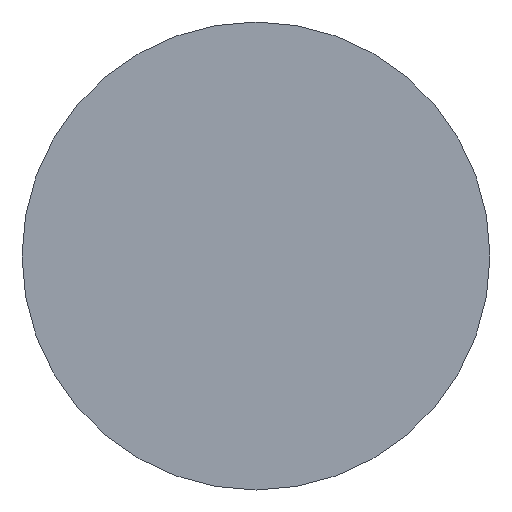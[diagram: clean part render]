
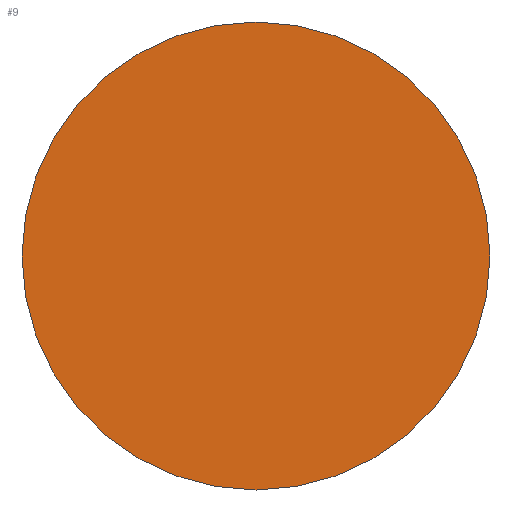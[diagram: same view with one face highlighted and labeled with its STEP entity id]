
A CAD part, left-side view. The second image highlights one B-rep face of the part: STEP entity #9.
In plain terms, the highlighted planar face has unit normal (-1, 0, 0).
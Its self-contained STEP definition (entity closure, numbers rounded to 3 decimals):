
#7 = AXIS2_PLACEMENT_3D ( 'NONE', #86, #98, #154 ) ;
#9 = ADVANCED_FACE ( 'NONE', ( #80 ), #128, .F. ) ;
#10 = DIRECTION ( 'NONE',  ( 1., 0., 0. ) ) ;
#13 = CARTESIAN_POINT ( 'NONE',  ( 230.2, 138.756, 0. ) ) ;
#24 = ORIENTED_EDGE ( 'NONE', *, *, #115, .T. ) ;
#30 = CIRCLE ( 'NONE', #35, 37.5 ) ;
#35 = AXIS2_PLACEMENT_3D ( 'NONE', #175, #111, #69 ) ;
#40 = CARTESIAN_POINT ( 'NONE',  ( 230.2, 138.756, -37.5 ) ) ;
#58 = CIRCLE ( 'NONE', #7, 37.5 ) ;
#60 = DIRECTION ( 'NONE',  ( 0., 0., -1. ) ) ;
#64 = AXIS2_PLACEMENT_3D ( 'NONE', #13, #10, #60 ) ;
#69 = DIRECTION ( 'NONE',  ( 0., 0., 1. ) ) ;
#73 = EDGE_LOOP ( 'NONE', ( #178, #24 ) ) ;
#80 = FACE_OUTER_BOUND ( 'NONE', #73, .T. ) ;
#86 = CARTESIAN_POINT ( 'NONE',  ( 230.2, 138.756, 0. ) ) ;
#98 = DIRECTION ( 'NONE',  ( -1., 0., 0. ) ) ;
#103 = EDGE_CURVE ( 'NONE', #116, #164, #30, .T. ) ;
#111 = DIRECTION ( 'NONE',  ( -1., 0., 0. ) ) ;
#115 = EDGE_CURVE ( 'NONE', #164, #116, #58, .T. ) ;
#116 = VERTEX_POINT ( 'NONE', #156 ) ;
#128 = PLANE ( 'NONE',  #64 ) ;
#154 = DIRECTION ( 'NONE',  ( 0., 0., 1. ) ) ;
#156 = CARTESIAN_POINT ( 'NONE',  ( 230.2, 138.756, 37.5 ) ) ;
#164 = VERTEX_POINT ( 'NONE', #40 ) ;
#175 = CARTESIAN_POINT ( 'NONE',  ( 230.2, 138.756, 0. ) ) ;
#178 = ORIENTED_EDGE ( 'NONE', *, *, #103, .T. ) ;
